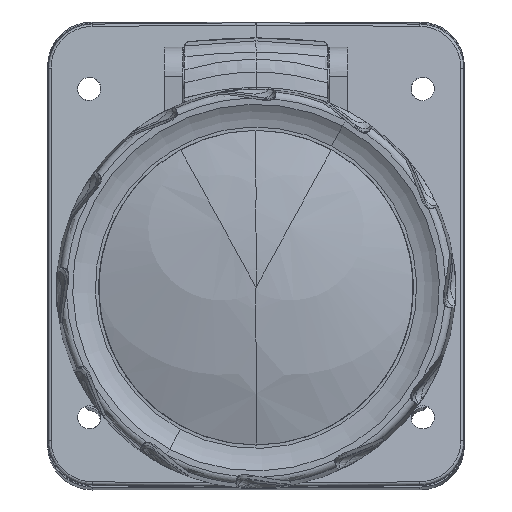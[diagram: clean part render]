
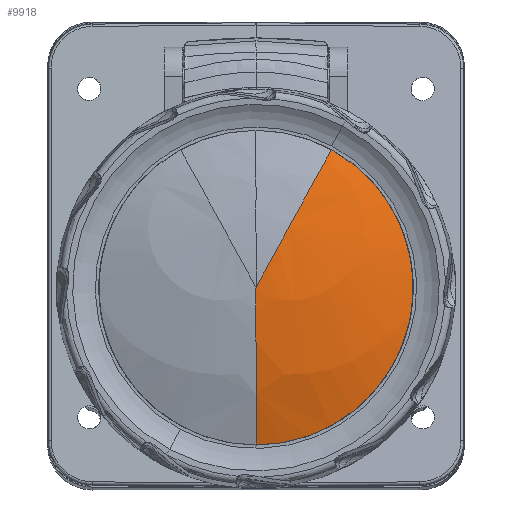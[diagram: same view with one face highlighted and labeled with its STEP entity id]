
A CAD part, front view. The second image highlights one B-rep face of the part: STEP entity #9918.
In plain terms, the highlighted spherical face has radius 88.334 mm.
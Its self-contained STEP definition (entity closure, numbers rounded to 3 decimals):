
#1510=CARTESIAN_POINT('',(0.,73.604,-0.624));
#1511=DIRECTION('',(0.878,-0.005,-0.479));
#1512=DIRECTION('',(0.069,-0.988,0.137));
#1513=AXIS2_PLACEMENT_3D('',#1510,#1511,#1512);
#1515=CARTESIAN_POINT('',(0.,73.604,-0.624));
#1516=DIRECTION('',(0.878,-0.005,-0.479));
#1517=DIRECTION('',(0.154,-0.944,0.292));
#1518=AXIS2_PLACEMENT_3D('',#1515,#1516,#1517);
#1520=CARTESIAN_POINT('',(0.,-10.063,0.316));
#1521=DIRECTION('',(0.,-1.,0.011));
#1522=DIRECTION('',(0.,-0.011,-1.));
#1523=AXIS2_PLACEMENT_3D('',#1520,#1521,#1522);
#1525=CARTESIAN_POINT('',(0.,-14.725,0.368));
#1526=CARTESIAN_POINT('',(0.,-14.729,
-0.064));
#1527=CARTESIAN_POINT('',(0.,-14.733,
-0.976));
#1528=CARTESIAN_POINT('',(0.,-14.716,
-2.445));
#1529=CARTESIAN_POINT('',(0.,-14.666,
-4.137));
#1530=CARTESIAN_POINT('',(0.,-14.571,
-6.057));
#1531=CARTESIAN_POINT('',(0.,-14.412,
-8.236));
#1532=CARTESIAN_POINT('',(0.,-14.167,
-10.694));
#1533=CARTESIAN_POINT('',(0.,-13.81,
-13.451));
#1534=CARTESIAN_POINT('',(0.,-13.308,
-16.522));
#1535=CARTESIAN_POINT('',(0.,-12.621,
-19.928));
#1536=CARTESIAN_POINT('',(0.,-11.695,
-23.705));
#1537=CARTESIAN_POINT('',(0.,-10.862,
-26.525));
#1538=CARTESIAN_POINT('',(0.,-10.381,-28.));
#8069=CARTESIAN_POINT('',(13.576,-9.784,25.165));
#8070=CARTESIAN_POINT('',(6.071,-13.687,11.47));
#8071=VERTEX_POINT('',#8069);
#8072=VERTEX_POINT('',#8070);
#8129=VERTEX_POINT('',#1525);
#8130=VERTEX_POINT('',#1538);
#9904=CARTESIAN_POINT('',(0.,73.604,-0.624));
#9905=DIRECTION('',(-0.069,0.988,-0.137));
#9906=DIRECTION('',(-0.474,-0.153,-0.867));
#9907=AXIS2_PLACEMENT_3D('',#9904,#9905,#9906);
#9908=SPHERICAL_SURFACE('',#9907,88.334);
#9910=ORIENTED_EDGE('',*,*,#9909,.F.);
#9912=ORIENTED_EDGE('',*,*,#9911,.F.);
#9914=ORIENTED_EDGE('',*,*,#9913,.F.);
#9915=ORIENTED_EDGE('',*,*,#9896,.F.);
#9916=EDGE_LOOP('',(#9910,#9912,#9914,#9915));
#9917=FACE_OUTER_BOUND('',#9916,.F.);
#9918=ADVANCED_FACE('',(#9917),#9908,.T.);
#1514=CIRCLE('',#1513,88.334);
#1519=CIRCLE('',#1518,88.334);
#1524=CIRCLE('',#1523,28.318);
#1539=B_SPLINE_CURVE_WITH_KNOTS('',3,(#1525,#1526,#1527,#1528,#1529,#1530,#1531,
#1532,#1533,#1534,#1535,#1536,#1537,#1538),.UNSPECIFIED.,.F.,.F.,(4,1,1,1,1,1,1,
1,1,1,1,4),(0.,0.091,0.182,0.273,
0.364,0.455,0.545,0.636,
0.727,0.818,0.909,1.),.UNSPECIFIED.);
#9896=EDGE_CURVE('',#8130,#8071,#1524,.T.);
#9909=EDGE_CURVE('',#8129,#8130,#1539,.T.);
#9911=EDGE_CURVE('',#8072,#8129,#1514,.T.);
#9913=EDGE_CURVE('',#8071,#8072,#1519,.T.);
